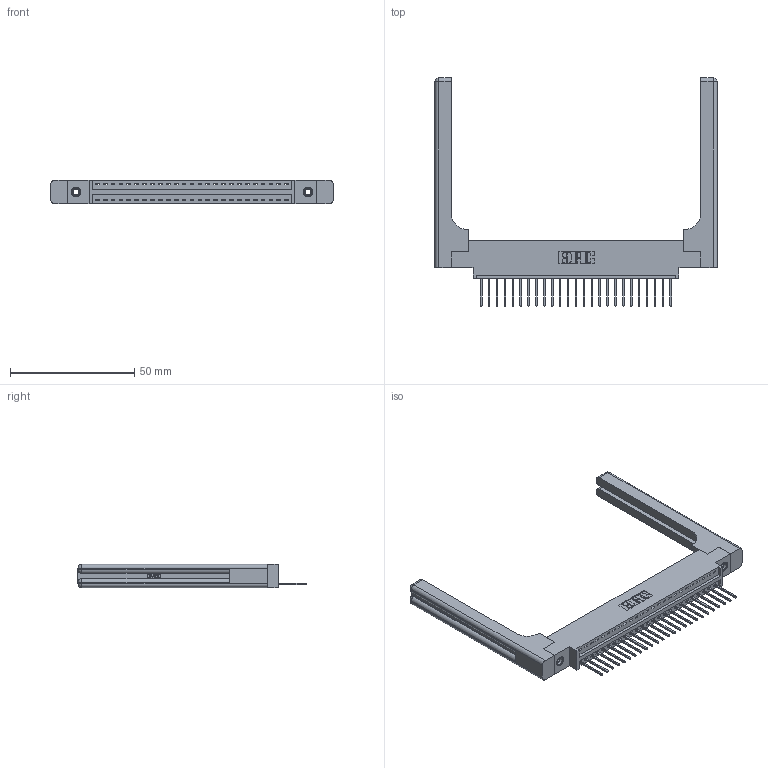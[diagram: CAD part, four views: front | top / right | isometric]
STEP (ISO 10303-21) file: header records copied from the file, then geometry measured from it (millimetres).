
FILE_DESCRIPTION (( 'STEP AP203' ), '1' );
FILE_NAME ('346-025-522-658.STEP', '2022-05-06T00:40:20', ( '' ), ( '' ), 'SwSTEP 2.0', 'SolidWorks 2020', '' );
FILE_SCHEMA (( 'CONFIG_CONTROL_DESIGN' ));
Length unit declared in the file: inch
Products named in the file (5): 346-220-058_345-220-058; 345-292-001_345-293-122; 345-250-001_345-250-001-102; 346-025-522-658; 346 Part_0.170 Offset - 0.156 Dia-TH
Assembly tree (30 placements, depth 2):
  346-025-522-658
    346 Part_0.170 Offset - 0.156 Dia-TH
    345-292-001_345-293-122  x25
    345-250-001_345-250-001-102  x2
    346-220-058_345-220-058  x2
Bounding box: 113.44 x 91.69 x 9.4 mm (x, y, z)
Volume: 18090.1 mm3; surface area: 18484 mm2
Topology: 30 solids, 30 shells, 1846 faces, 5443 edges, 3574 vertices
Faces by surface type: plane 1242, cylinder 544, bspline 36, cone 12, sphere 8, torus 4
Entity records: 23552 total; most frequent: CARTESIAN_POINT 5026, ORIENTED_EDGE 3780, DIRECTION 3384, EDGE_CURVE 1890, VECTOR 1566, LINE 1566, VERTEX_POINT 1250, AXIS2_PLACEMENT_3D 909
